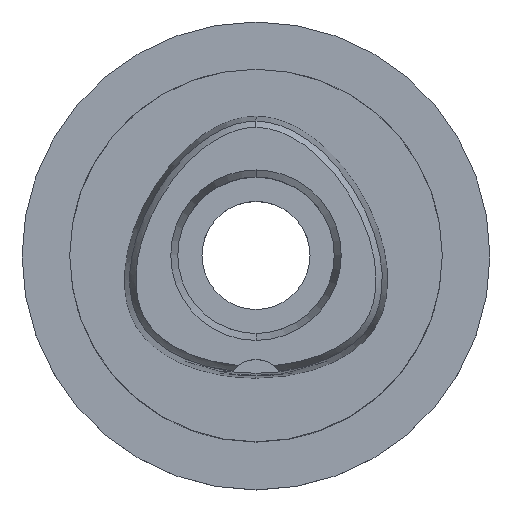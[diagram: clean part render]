
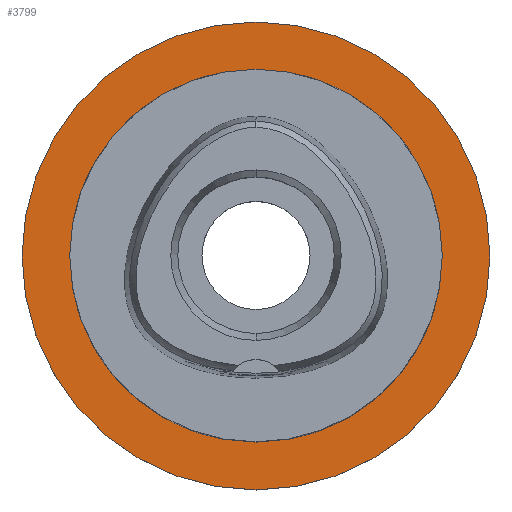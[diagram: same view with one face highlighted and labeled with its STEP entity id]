
A CAD part, top view. The second image highlights one B-rep face of the part: STEP entity #3799.
In plain terms, the highlighted planar face has unit normal (0, 0, 1).
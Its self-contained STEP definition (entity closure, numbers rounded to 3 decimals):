
#596=CARTESIAN_POINT('',(0.,0.,-31.5));
#597=DIRECTION('',(0.,0.,-1.));
#598=DIRECTION('',(0.,-1.,0.));
#599=AXIS2_PLACEMENT_3D('',#596,#597,#598);
#604=CARTESIAN_POINT('',(0.,0.,-31.5));
#605=DIRECTION('',(0.,0.,-1.));
#606=DIRECTION('',(0.,1.,0.));
#607=AXIS2_PLACEMENT_3D('',#604,#605,#606);
#612=CARTESIAN_POINT('',(0.,0.,-31.5));
#613=DIRECTION('',(0.,0.,1.));
#614=DIRECTION('',(0.,-1.,0.));
#615=AXIS2_PLACEMENT_3D('',#612,#613,#614);
#620=CARTESIAN_POINT('',(0.,0.,-31.5));
#621=DIRECTION('',(0.,0.,1.));
#622=DIRECTION('',(0.,1.,0.));
#623=AXIS2_PLACEMENT_3D('',#620,#621,#622);
#2720=CARTESIAN_POINT('',(0.,23.75,-31.5));
#2721=VERTEX_POINT('',#2720);
#2722=CARTESIAN_POINT('',(0.,-23.75,-31.5));
#2723=VERTEX_POINT('',#2722);
#2724=CARTESIAN_POINT('',(0.,-31.4,-31.5));
#2725=CARTESIAN_POINT('',(0.,31.4,-31.5));
#2726=VERTEX_POINT('',#2724);
#2727=VERTEX_POINT('',#2725);
#3784=CARTESIAN_POINT('',(0.,0.,-31.5));
#3785=DIRECTION('',(0.,0.,-1.));
#3786=DIRECTION('',(0.,-1.,0.));
#3787=AXIS2_PLACEMENT_3D('',#3784,#3785,#3786);
#3788=PLANE('',#3787);
#3790=ORIENTED_EDGE('',*,*,#3789,.T.);
#3792=ORIENTED_EDGE('',*,*,#3791,.T.);
#3793=EDGE_LOOP('',(#3790,#3792));
#3794=FACE_OUTER_BOUND('',#3793,.F.);
#3795=ORIENTED_EDGE('',*,*,#3777,.T.);
#3796=ORIENTED_EDGE('',*,*,#3766,.T.);
#3797=EDGE_LOOP('',(#3795,#3796));
#3798=FACE_BOUND('',#3797,.F.);
#600=CIRCLE('',#599,31.4);
#608=CIRCLE('',#607,31.4);
#616=CIRCLE('',#615,23.75);
#624=CIRCLE('',#623,23.75);
#3766=EDGE_CURVE('',#2721,#2723,#624,.T.);
#3777=EDGE_CURVE('',#2723,#2721,#616,.T.);
#3789=EDGE_CURVE('',#2726,#2727,#600,.T.);
#3791=EDGE_CURVE('',#2727,#2726,#608,.T.);
#3799=ADVANCED_FACE('',(#3794,#3798),#3788,.F.);
